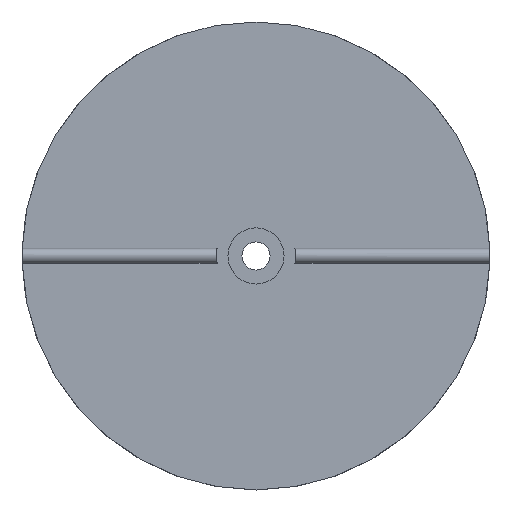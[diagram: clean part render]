
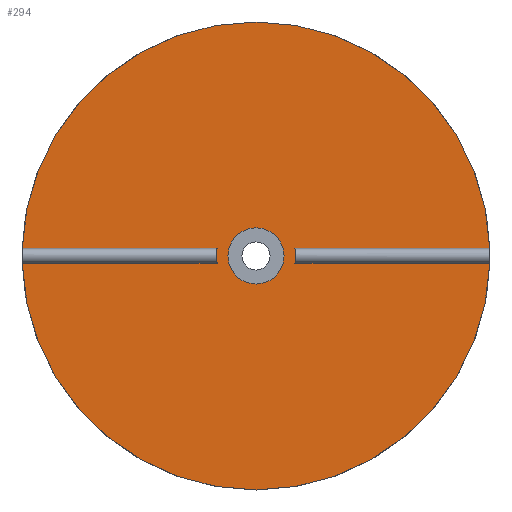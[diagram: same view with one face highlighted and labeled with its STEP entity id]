
A CAD part, top view. The second image highlights one B-rep face of the part: STEP entity #294.
In plain terms, the highlighted planar face has unit normal (0, 0, 1).
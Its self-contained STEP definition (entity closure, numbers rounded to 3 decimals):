
#17=FACE_BOUND('',#62,.T.);
#27=PLANE('',#343);
#43=FACE_OUTER_BOUND('',#61,.T.);
#61=EDGE_LOOP('',(#244,#245,#246,#247,#248,#249,#250,#251));
#62=EDGE_LOOP('',(#252));
#69=LINE('',#456,#90);
#75=LINE('',#507,#96);
#82=LINE('',#578,#103);
#83=LINE('',#581,#104);
#90=VECTOR('',#372,1.);
#96=VECTOR('',#382,1.);
#103=VECTOR('',#419,1.);
#104=VECTOR('',#422,1.);
#117=CIRCLE('',#336,3.);
#119=CIRCLE('',#340,4.235);
#120=CIRCLE('',#342,4.235);
#121=CIRCLE('',#344,25.);
#122=CIRCLE('',#345,25.);
#130=VERTEX_POINT('',#453);
#131=VERTEX_POINT('',#455);
#137=VERTEX_POINT('',#504);
#138=VERTEX_POINT('',#506);
#145=VERTEX_POINT('',#562);
#147=VERTEX_POINT('',#569);
#148=VERTEX_POINT('',#573);
#149=VERTEX_POINT('',#577);
#150=VERTEX_POINT('',#579);
#160=EDGE_CURVE('',#131,#130,#69,.T.);
#168=EDGE_CURVE('',#137,#138,#75,.T.);
#178=EDGE_CURVE('',#145,#145,#117,.T.);
#182=EDGE_CURVE('',#131,#147,#119,.T.);
#183=EDGE_CURVE('',#138,#148,#120,.T.);
#185=EDGE_CURVE('',#147,#149,#82,.T.);
#186=EDGE_CURVE('',#130,#150,#121,.T.);
#187=EDGE_CURVE('',#150,#148,#83,.T.);
#188=EDGE_CURVE('',#137,#149,#122,.T.);
#244=ORIENTED_EDGE('',*,*,#185,.F.);
#245=ORIENTED_EDGE('',*,*,#182,.F.);
#246=ORIENTED_EDGE('',*,*,#160,.T.);
#247=ORIENTED_EDGE('',*,*,#186,.T.);
#248=ORIENTED_EDGE('',*,*,#187,.T.);
#249=ORIENTED_EDGE('',*,*,#183,.F.);
#250=ORIENTED_EDGE('',*,*,#168,.F.);
#251=ORIENTED_EDGE('',*,*,#188,.T.);
#252=ORIENTED_EDGE('',*,*,#178,.T.);
#294=ADVANCED_FACE('',(#43,#17),#27,.T.);
#336=AXIS2_PLACEMENT_3D('',#563,#400,#401);
#340=AXIS2_PLACEMENT_3D('',#571,#410,#411);
#342=AXIS2_PLACEMENT_3D('',#574,#414,#415);
#343=AXIS2_PLACEMENT_3D('',#576,#417,#418);
#344=AXIS2_PLACEMENT_3D('',#580,#420,#421);
#345=AXIS2_PLACEMENT_3D('',#582,#423,#424);
#372=DIRECTION('',(1.,0.,0.));
#382=DIRECTION('',(1.,0.,0.));
#400=DIRECTION('center_axis',(0.,0.,-1.));
#401=DIRECTION('ref_axis',(-1.,0.,0.));
#410=DIRECTION('center_axis',(0.,0.,-1.));
#411=DIRECTION('ref_axis',(-1.,0.,0.));
#414=DIRECTION('center_axis',(0.,0.,-1.));
#415=DIRECTION('ref_axis',(-1.,0.,0.));
#417=DIRECTION('center_axis',(0.,0.,1.));
#418=DIRECTION('ref_axis',(1.,0.,0.));
#419=DIRECTION('',(1.,0.,0.));
#420=DIRECTION('center_axis',(0.,0.,1.));
#421=DIRECTION('ref_axis',(-1.,0.,0.));
#422=DIRECTION('',(1.,0.,0.));
#423=DIRECTION('center_axis',(0.,0.,1.));
#424=DIRECTION('ref_axis',(-1.,0.,0.));
#453=CARTESIAN_POINT('',(24.987,0.8,0.));
#455=CARTESIAN_POINT('',(4.159,0.8,0.));
#456=CARTESIAN_POINT('',(-20.,0.8,0.));
#504=CARTESIAN_POINT('',(-24.987,-0.8,0.));
#506=CARTESIAN_POINT('',(-4.159,-0.8,0.));
#507=CARTESIAN_POINT('',(-20.,-0.8,0.));
#562=CARTESIAN_POINT('',(3.,0.,0.));
#563=CARTESIAN_POINT('Origin',(0.,0.,0.));
#569=CARTESIAN_POINT('',(4.159,-0.8,0.));
#571=CARTESIAN_POINT('Origin',(0.,0.,0.));
#573=CARTESIAN_POINT('',(-4.159,0.8,0.));
#574=CARTESIAN_POINT('Origin',(0.,0.,0.));
#576=CARTESIAN_POINT('Origin',(0.,0.,0.));
#577=CARTESIAN_POINT('',(24.987,-0.8,0.));
#578=CARTESIAN_POINT('',(-20.,-0.8,0.));
#579=CARTESIAN_POINT('',(-24.987,0.8,0.));
#580=CARTESIAN_POINT('Origin',(0.,0.,0.));
#581=CARTESIAN_POINT('',(-10.,0.8,0.));
#582=CARTESIAN_POINT('Origin',(0.,0.,0.));
